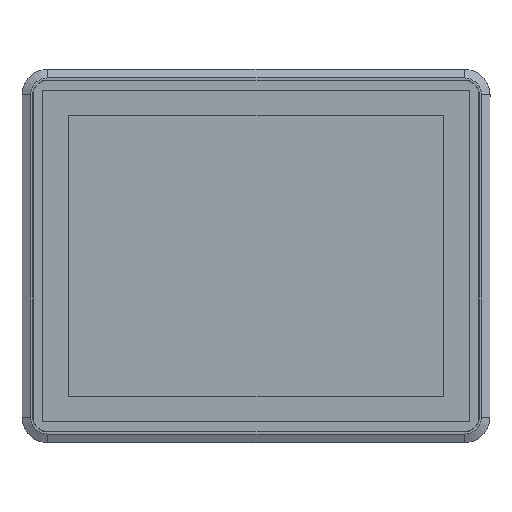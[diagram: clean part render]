
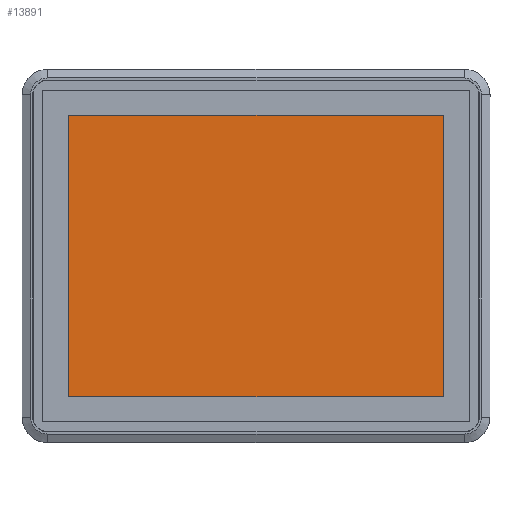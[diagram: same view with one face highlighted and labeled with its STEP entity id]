
A CAD part, top view. The second image highlights one B-rep face of the part: STEP entity #13891.
In plain terms, the highlighted planar face has unit normal (0, 0, 1).
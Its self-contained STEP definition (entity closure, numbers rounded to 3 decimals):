
#1413 = VECTOR ( 'NONE', #18290, 1000. ) ;
#2613 = EDGE_CURVE ( 'NONE', #11365, #17538, #14273, .T. ) ;
#2653 = LINE ( 'NONE', #8854, #5878 ) ;
#3102 = AXIS2_PLACEMENT_3D ( 'NONE', #18752, #19521, #19623 ) ;
#4014 = FACE_OUTER_BOUND ( 'NONE', #16924, .T. ) ;
#4683 = EDGE_CURVE ( 'NONE', #17538, #18733, #7208, .T. ) ;
#5878 = VECTOR ( 'NONE', #8297, 1000. ) ;
#6799 = ORIENTED_EDGE ( 'NONE', *, *, #4683, .T. ) ;
#7208 = LINE ( 'NONE', #9521, #12161 ) ;
#7474 = EDGE_CURVE ( 'NONE', #17347, #11365, #22216, .T. ) ;
#8297 = DIRECTION ( 'NONE',  ( -1., 0., 0. ) ) ;
#8416 = ORIENTED_EDGE ( 'NONE', *, *, #2613, .T. ) ;
#8852 = EDGE_CURVE ( 'NONE', #18733, #17347, #2653, .T. ) ;
#8854 = CARTESIAN_POINT ( 'NONE',  ( -112.851, 87.561, 1.95 ) ) ;
#9521 = CARTESIAN_POINT ( 'NONE',  ( 112.861, 87.561, 1.95 ) ) ;
#11365 = VERTEX_POINT ( 'NONE', #11517 ) ;
#11517 = CARTESIAN_POINT ( 'NONE',  ( -112.851, -87.452, 1.95 ) ) ;
#12161 = VECTOR ( 'NONE', #20412, 1000. ) ;
#12958 = ORIENTED_EDGE ( 'NONE', *, *, #7474, .T. ) ;
#13891 = ADVANCED_FACE ( 'NONE', ( #4014 ), #18598, .T. ) ;
#14273 = LINE ( 'NONE', #17543, #1413 ) ;
#14886 = CARTESIAN_POINT ( 'NONE',  ( -112.851, 87.561, 1.95 ) ) ;
#14965 = CARTESIAN_POINT ( 'NONE',  ( 112.861, -87.452, 1.95 ) ) ;
#16012 = CARTESIAN_POINT ( 'NONE',  ( -112.851, 87.561, 1.95 ) ) ;
#16924 = EDGE_LOOP ( 'NONE', ( #12958, #8416, #6799, #18556 ) ) ;
#17347 = VERTEX_POINT ( 'NONE', #14886 ) ;
#17538 = VERTEX_POINT ( 'NONE', #14965 ) ;
#17543 = CARTESIAN_POINT ( 'NONE',  ( -112.851, -87.452, 1.95 ) ) ;
#17946 = DIRECTION ( 'NONE',  ( 0., -1., 0. ) ) ;
#18290 = DIRECTION ( 'NONE',  ( 1., 0., 0. ) ) ;
#18556 = ORIENTED_EDGE ( 'NONE', *, *, #8852, .T. ) ;
#18598 = PLANE ( 'NONE',  #3102 ) ;
#18733 = VERTEX_POINT ( 'NONE', #20586 ) ;
#18752 = CARTESIAN_POINT ( 'NONE',  ( 0., 0., 1.95 ) ) ;
#19521 = DIRECTION ( 'NONE',  ( 0., 0., 1. ) ) ;
#19623 = DIRECTION ( 'NONE',  ( 1., 0., 0. ) ) ;
#20412 = DIRECTION ( 'NONE',  ( 0., 1., 0. ) ) ;
#20586 = CARTESIAN_POINT ( 'NONE',  ( 112.861, 87.561, 1.95 ) ) ;
#21415 = VECTOR ( 'NONE', #17946, 1000. ) ;
#22216 = LINE ( 'NONE', #16012, #21415 ) ;
